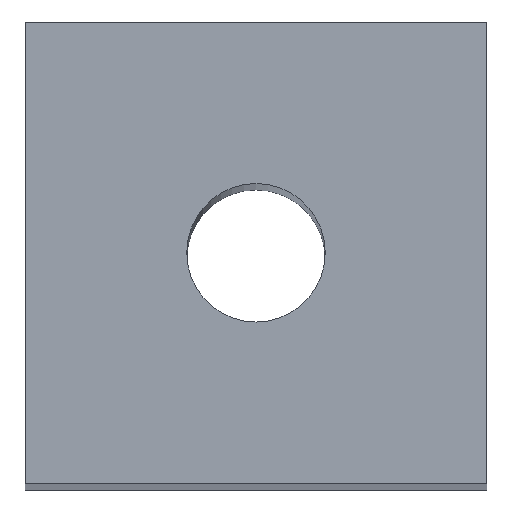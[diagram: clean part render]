
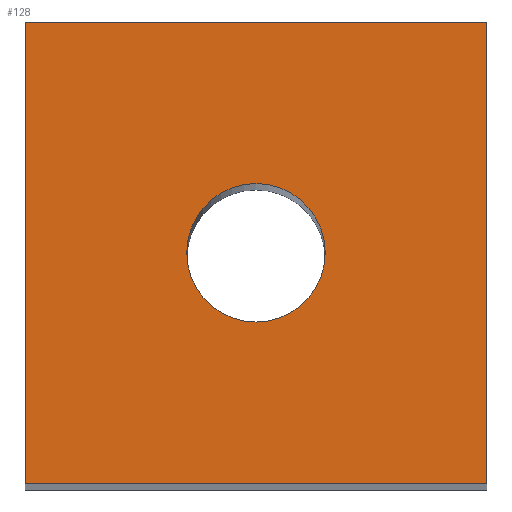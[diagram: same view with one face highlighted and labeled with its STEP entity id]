
A CAD part, top view. The second image highlights one B-rep face of the part: STEP entity #128.
In plain terms, the highlighted planar face has unit normal (0, 0, 1).
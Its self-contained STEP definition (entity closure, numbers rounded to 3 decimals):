
#15=FACE_BOUND('',#33,.T.);
#17=CIRCLE('',#149,1.5);
#25=FACE_OUTER_BOUND('',#32,.T.);
#32=EDGE_LOOP('',(#107,#108,#109,#110));
#33=EDGE_LOOP('',(#111));
#36=LINE('',#190,#49);
#40=LINE('',#198,#53);
#43=LINE('',#204,#56);
#46=LINE('',#209,#59);
#49=VECTOR('',#157,10.);
#53=VECTOR('',#163,10.);
#56=VECTOR('',#168,10.);
#59=VECTOR('',#173,10.);
#62=VERTEX_POINT('',#188);
#63=VERTEX_POINT('',#189);
#66=VERTEX_POINT('',#197);
#68=VERTEX_POINT('',#203);
#70=VERTEX_POINT('',#212);
#72=EDGE_CURVE('',#62,#63,#36,.T.);
#76=EDGE_CURVE('',#63,#66,#40,.T.);
#79=EDGE_CURVE('',#68,#62,#43,.T.);
#82=EDGE_CURVE('',#66,#68,#46,.T.);
#84=EDGE_CURVE('',#70,#70,#17,.T.);
#107=ORIENTED_EDGE('',*,*,#72,.F.);
#108=ORIENTED_EDGE('',*,*,#79,.F.);
#109=ORIENTED_EDGE('',*,*,#82,.F.);
#110=ORIENTED_EDGE('',*,*,#76,.F.);
#111=ORIENTED_EDGE('',*,*,#84,.T.);
#121=PLANE('',#151);
#128=ADVANCED_FACE('',(#25,#15),#121,.T.);
#149=AXIS2_PLACEMENT_3D('',#213,#177,#178);
#151=AXIS2_PLACEMENT_3D('',#217,#182,#183);
#157=DIRECTION('',(0.,-1.,0.));
#163=DIRECTION('',(-1.,0.,0.));
#168=DIRECTION('',(1.,0.,0.));
#173=DIRECTION('',(0.,1.,0.));
#177=DIRECTION('center_axis',(0.,0.,-1.));
#178=DIRECTION('ref_axis',(1.,0.,0.));
#182=DIRECTION('center_axis',(0.,0.,1.));
#183=DIRECTION('ref_axis',(1.,0.,0.));
#188=CARTESIAN_POINT('',(5.,5.,80.));
#189=CARTESIAN_POINT('',(5.,-5.,80.));
#190=CARTESIAN_POINT('',(5.,0.,80.));
#197=CARTESIAN_POINT('',(-5.,-5.,80.));
#198=CARTESIAN_POINT('',(0.,-5.,80.));
#203=CARTESIAN_POINT('',(-5.,5.,80.));
#204=CARTESIAN_POINT('',(0.,5.,80.));
#209=CARTESIAN_POINT('',(-5.,0.,80.));
#212=CARTESIAN_POINT('',(-1.5,0.,80.));
#213=CARTESIAN_POINT('Origin',(0.,0.,80.));
#217=CARTESIAN_POINT('Origin',(0.,0.,80.));
